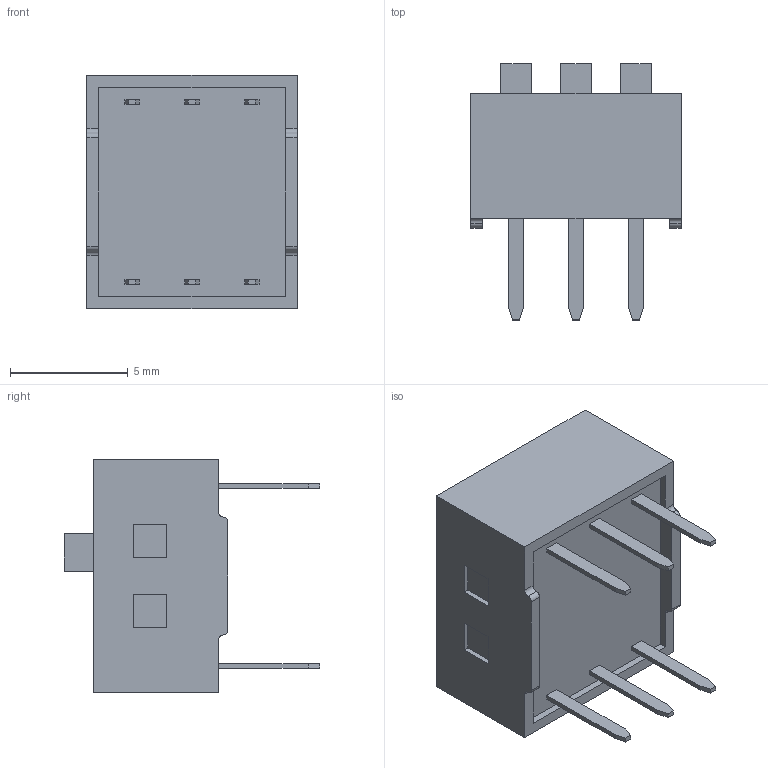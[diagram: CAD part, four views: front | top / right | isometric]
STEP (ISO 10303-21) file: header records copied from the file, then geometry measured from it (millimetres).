
FILE_DESCRIPTION (( 'STEP AP214' ), '1' );
FILE_NAME ('418117270903.STEP', '2024-01-05T07:22:31', ( 'LENOVO' ), ( '' ), 'SwSTEP 2.0', 'SolidWorks 2021', '' );
FILE_SCHEMA (( 'AUTOMOTIVE_DESIGN' ));
Length unit declared in the file: millimetre
Products named in the file (1): 418117270903
Bounding box: 8.92 x 10.85 x 9.9 mm (x, y, z)
Volume: 454.4 mm3; surface area: 522.6 mm2
Topology: 10 solids, 10 shells, 129 faces, 306 edges, 204 vertices
Faces by surface type: plane 121, cylinder 8
Entity records: 4618 total; most frequent: CARTESIAN_POINT 640, ORIENTED_EDGE 612, DIRECTION 582, EDGE_CURVE 306, VECTOR 290, LINE 290, VERTEX_POINT 204, AXIS2_PLACEMENT_3D 146
